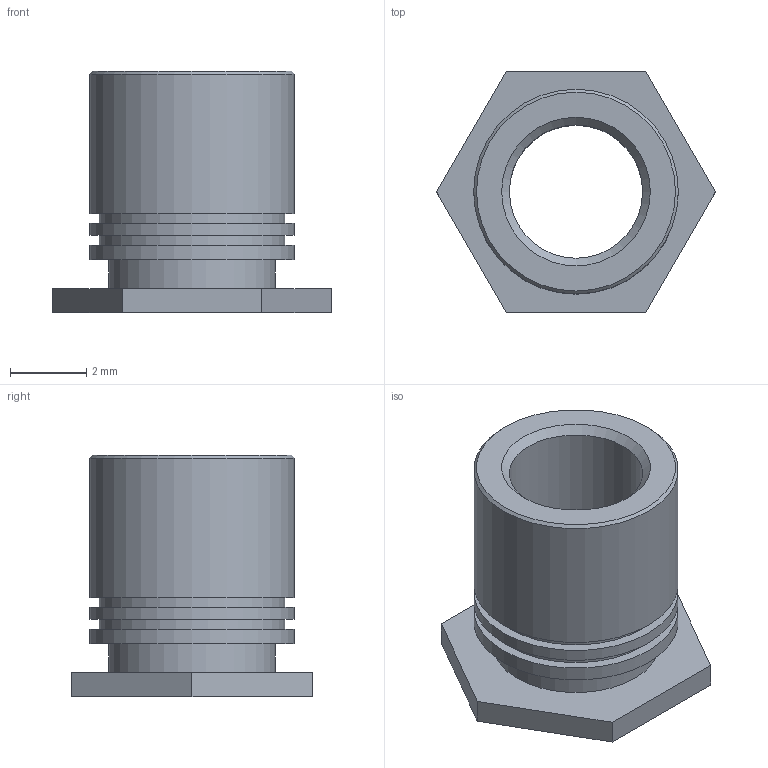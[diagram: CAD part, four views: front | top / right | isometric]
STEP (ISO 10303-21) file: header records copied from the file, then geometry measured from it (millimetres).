
FILE_DESCRIPTION((''),'2;1');
FILE_NAME('SO-632-8-ZI.stp','2012-07-02T08:40:04',('stlaus'),(''),'Autodesk Inventor 2011','Autodesk Inventor 2011','');
FILE_SCHEMA(('AUTOMOTIVE_DESIGN { 1 0 10303 214 1 1 1 1 }'));
Length unit declared in the file: inch
Products named in the file (2): Assembly1; SO-632-8 PEM THRU HOLE THD  STANDOFF
Assembly tree (1 placements, depth 2):
  Assembly1
    SO-632-8 PEM THRU HOLE THD  STANDOFF
Bounding box: 7.33 x 6.35 x 6.35 mm (x, y, z)
Volume: 82.8 mm3; surface area: 257.8 mm2
Topology: 1 solids, 1 shells, 23 faces, 45 edges, 30 vertices
Faces by surface type: plane 14, cylinder 7, cone 2
Full cylindrical faces by diameter (mm): 3.505 x1, 4.369 x1, 4.877 x2, 5.385 x3
Entity records: 592 total; most frequent: DIRECTION 102, CARTESIAN_POINT 88, ORIENTED_EDGE 68, AXIS2_PLACEMENT_3D 42, EDGE_LOOP 40, EDGE_CURVE 34, VERTEX_POINT 28, FACE_OUTER_BOUND 23
